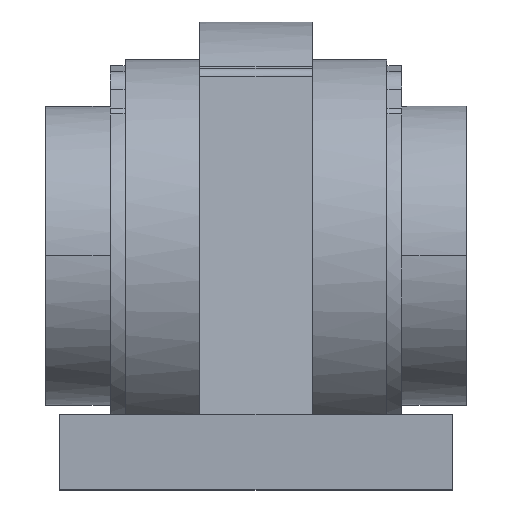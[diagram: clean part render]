
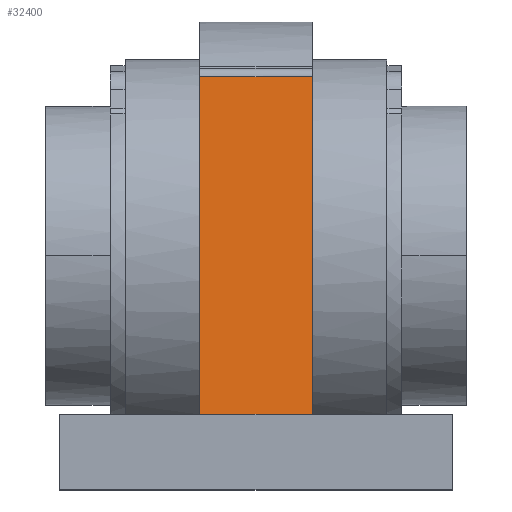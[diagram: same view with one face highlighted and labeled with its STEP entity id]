
A CAD part, top view. The second image highlights one B-rep face of the part: STEP entity #32400.
In plain terms, the highlighted free-form (B-spline) face has degree [1, 1] with [2, 2] control points.
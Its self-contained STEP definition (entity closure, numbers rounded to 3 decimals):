
#32050 = CARTESIAN_POINT ('', (6., 8., 29.999));
#32060 = VERTEX_POINT ('', #32050);
#32070 = CARTESIAN_POINT ('', (6., 44.087, 26.842));
#32080 = VERTEX_POINT ('', #32070);
#32090 = CARTESIAN_POINT ('', (6., 8., 29.999));
#32100 = CARTESIAN_POINT ('', (6., 44.087, 26.842));
#32110 = B_SPLINE_CURVE_WITH_KNOTS ('', 1, (#32090, #32100), .UNSPECIFIED., .F., .U., (2, 2), (0., 1.), .UNSPECIFIED.);
#32120 = EDGE_CURVE ('', #32060, #32080, #32110, .T.);
#32130 = ORIENTED_EDGE ('', *, *, #32120, .T.);
#32140 = CARTESIAN_POINT ('', (-6., 44.087, 26.842));
#32150 = VERTEX_POINT ('', #32140);
#32160 = CARTESIAN_POINT ('', (6., 44.087, 26.842));
#32170 = CARTESIAN_POINT ('', (-6., 44.087, 26.842));
#32180 = B_SPLINE_CURVE_WITH_KNOTS ('', 1, (#32160, #32170), .UNSPECIFIED., .F., .U., (2, 2), (0., 1.), .UNSPECIFIED.);
#32190 = EDGE_CURVE ('', #32080, #32150, #32180, .T.);
#32200 = ORIENTED_EDGE ('', *, *, #32190, .T.);
#32210 = CARTESIAN_POINT ('', (-6., 8., 29.999));
#32220 = VERTEX_POINT ('', #32210);
#32230 = CARTESIAN_POINT ('', (-6., 44.087, 26.842));
#32240 = CARTESIAN_POINT ('', (-6., 8., 29.999));
#32250 = B_SPLINE_CURVE_WITH_KNOTS ('', 1, (#32230, #32240), .UNSPECIFIED., .F., .U., (2, 2), (0., 1.), .UNSPECIFIED.);
#32260 = EDGE_CURVE ('', #32150, #32220, #32250, .T.);
#32270 = ORIENTED_EDGE ('', *, *, #32260, .T.);
#32280 = CARTESIAN_POINT ('', (-6., 8., 29.999));
#32290 = CARTESIAN_POINT ('', (6., 8., 29.999));
#32300 = B_SPLINE_CURVE_WITH_KNOTS ('', 1, (#32280, #32290), .UNSPECIFIED., .F., .U., (2, 2), (0., 1.), .UNSPECIFIED.);
#32310 = EDGE_CURVE ('', #32220, #32060, #32300, .T.);
#32320 = ORIENTED_EDGE ('', *, *, #32310, .T.);
#32330 = EDGE_LOOP ('', (#32130, #32200, #32270, #32320));
#32340 = FACE_OUTER_BOUND ('', #32330, .T.);
#32350 = CARTESIAN_POINT ('', (6., 8., 29.999));
#32360 = CARTESIAN_POINT ('', (-6., 8., 29.999));
#32370 = CARTESIAN_POINT ('', (6., 44.087, 26.842));
#32380 = CARTESIAN_POINT ('', (-6., 44.087, 26.842));
#32390 = B_SPLINE_SURFACE_WITH_KNOTS ('', 1, 1, ((#32350, #32360), (#32370, #32380)), .UNSPECIFIED., .F., .F., .U., (2, 2), (2, 2), (0., 1.), (0., 1.), .UNSPECIFIED.);
#32400 = ADVANCED_FACE ('', (#32340), #32390, .T.);
